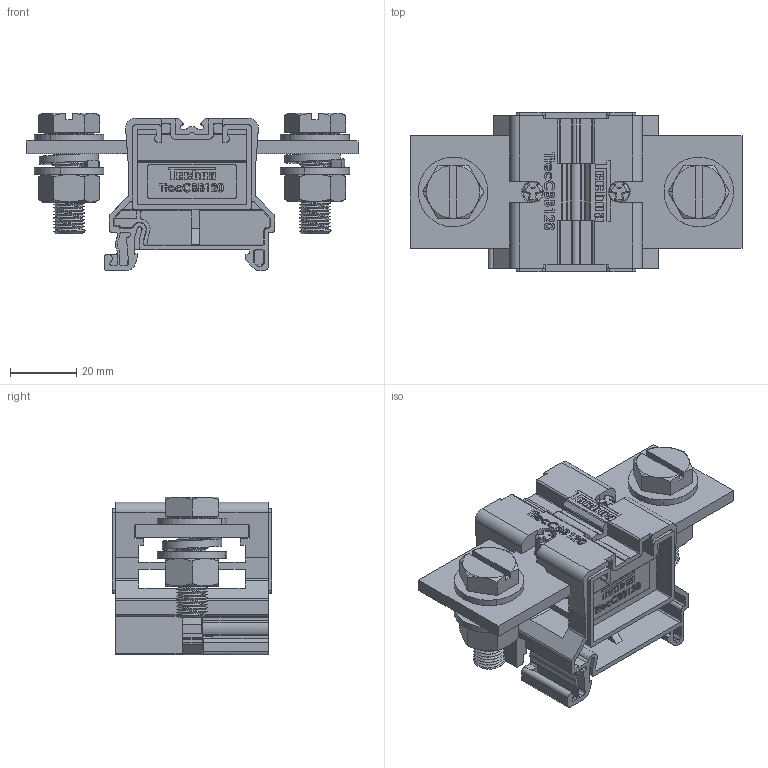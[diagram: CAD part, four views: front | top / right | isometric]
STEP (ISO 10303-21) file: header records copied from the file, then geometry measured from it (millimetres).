
FILE_DESCRIPTION (( 'STEP AP214' ), '1' );
FILE_NAME ('TtecCBB120.STEP', '2020-07-24T07:21:38', ( '' ), ( '' ), 'SwSTEP 2.0', 'SolidWorks 2020', '' );
FILE_SCHEMA (( 'AUTOMOTIVE_DESIGN' ));
Length unit declared in the file: millimetre
Products named in the file (1): TtecCBB120
Bounding box: 100 x 48 x 47.53 mm (x, y, z)
Volume: 52310.3 mm3; surface area: 42246.3 mm2
Topology: 1 solids, 1 shells, 1677 faces, 4625 edges, 3040 vertices
Faces by surface type: plane 802, cylinder 501, bspline 217, cone 101, torus 40, sphere 16
Entity records: 84634 total; most frequent: CARTESIAN_POINT 31058, ORIENTED_EDGE 9250, DIRECTION 7997, EDGE_CURVE 4625, VERTEX_POINT 3040, VECTOR 2817, LINE 2817, AXIS2_PLACEMENT_3D 2590
